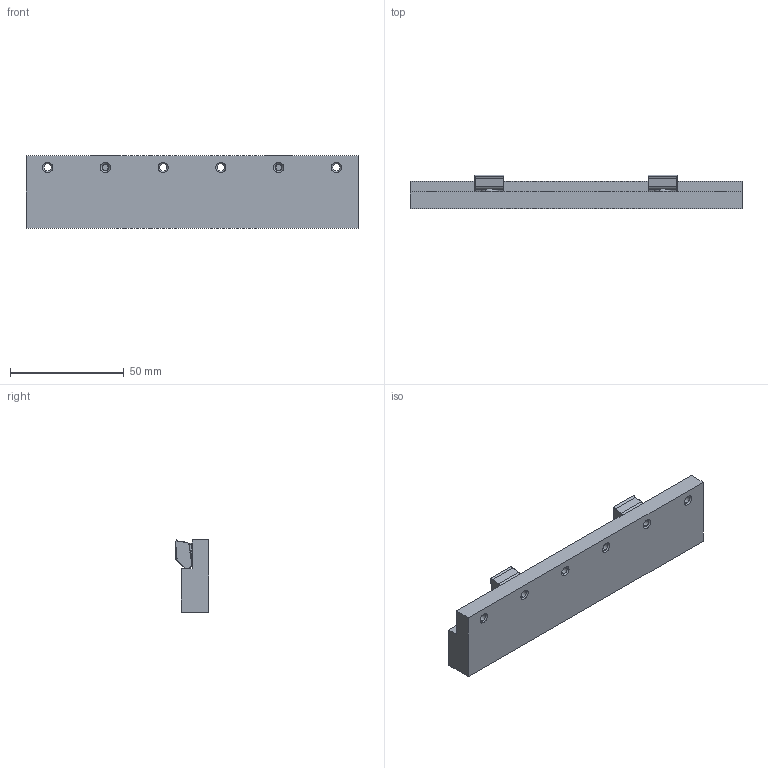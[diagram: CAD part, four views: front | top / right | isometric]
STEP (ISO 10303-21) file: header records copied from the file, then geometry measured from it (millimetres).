
FILE_DESCRIPTION (( 'STEP AP214' ), '1' );
FILE_NAME ('26120.STEP', '2016-09-19T15:35:41', ( 'Mike W' ), ( '' ), 'SwSTEP 2.0', 'SolidWorks 2016', '' );
FILE_SCHEMA (( 'AUTOMOTIVE_DESIGN' ));
Length unit declared in the file: inch
Products named in the file (5): 26120; M48MM SHCS_M48MM SHCS; 007 O-RING_007 O-RING; 260201_260301; 261201_261201
Assembly tree (7 placements, depth 2):
  26120
    261201_261201
    260201_260301  x2
    007 O-RING_007 O-RING  x2
    M48MM SHCS_M48MM SHCS  x2
Bounding box: 146.05 x 14.86 x 31.75 mm (x, y, z)
Volume: 48743.5 mm3; surface area: 16438.3 mm2
Topology: 7 solids, 7 shells, 466 faces, 1162 edges, 718 vertices
Faces by surface type: cylinder 164, plane 150, bspline 62, cone 50, torus 36, sphere 4
Entity records: 15096 total; most frequent: CARTESIAN_POINT 6353, ORIENTED_EDGE 1550, DIRECTION 1327, EDGE_CURVE 775, VERTEX_POINT 485, AXIS2_PLACEMENT_3D 444, VECTOR 439, LINE 439
